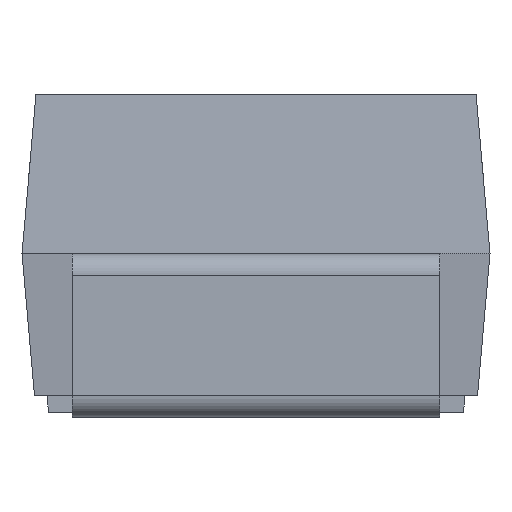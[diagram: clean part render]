
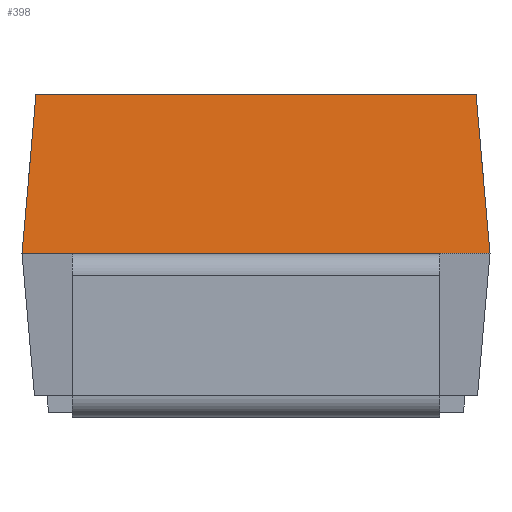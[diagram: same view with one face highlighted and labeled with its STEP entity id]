
A CAD part, front view. The second image highlights one B-rep face of the part: STEP entity #398.
In plain terms, the highlighted free-form (B-spline) face has degree [1, 1] with [2, 2] control points.
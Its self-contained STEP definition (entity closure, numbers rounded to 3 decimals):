
#198=B_SPLINE_SURFACE_WITH_KNOTS('',1,1,((#3258,#3259),(#3260,#3261)),
 .UNSPECIFIED.,.F.,.F.,.F.,(2,2),(2,2),(0.,2.8),(0.,0.957),
 .UNSPECIFIED.);
#398=ADVANCED_FACE('',(#475),#198,.T.);
#475=FACE_OUTER_BOUND('',#566,.T.);
#566=EDGE_LOOP('',(#880,#881,#882,#883));
#880=ORIENTED_EDGE('',*,*,#1416,.F.);
#881=ORIENTED_EDGE('',*,*,#1596,.F.);
#882=ORIENTED_EDGE('',*,*,#1590,.F.);
#883=ORIENTED_EDGE('',*,*,#1595,.T.);
#1416=EDGE_CURVE('',#2471,#2470,#2006,.T.);
#1590=EDGE_CURVE('',#2653,#2652,#2180,.T.);
#1595=EDGE_CURVE('',#2653,#2470,#2185,.T.);
#1596=EDGE_CURVE('',#2652,#2471,#2186,.T.);
#2006=B_SPLINE_CURVE_WITH_KNOTS('',1,(#3481,#3482),.UNSPECIFIED.,.F.,.F.,
(2,2),(-5.239,-2.606),.UNSPECIFIED.);
#2180=B_SPLINE_CURVE_WITH_KNOTS('',1,(#4438,#4439),.UNSPECIFIED.,.F.,.F.,
(2,2),(0.,2.8),.UNSPECIFIED.);
#2185=B_SPLINE_CURVE_WITH_KNOTS('',1,(#4448,#4449),.UNSPECIFIED.,.F.,.F.,
(2,2),(-0.957,0.),.UNSPECIFIED.);
#2186=B_SPLINE_CURVE_WITH_KNOTS('',1,(#4450,#4451),.UNSPECIFIED.,.F.,.F.,
(2,2),(-0.957,0.),.UNSPECIFIED.);
#2470=VERTEX_POINT('',#3270);
#2471=VERTEX_POINT('',#3271);
#2652=VERTEX_POINT('',#3452);
#2653=VERTEX_POINT('',#3453);
#3258=CARTESIAN_POINT('',(1.317,-1.517,1.94));
#3259=CARTESIAN_POINT('',(1.4,-1.6,0.99));
#3260=CARTESIAN_POINT('',(-1.317,-1.517,1.94));
#3261=CARTESIAN_POINT('',(-1.4,-1.6,0.99));
#3270=CARTESIAN_POINT('',(1.317,-1.517,1.94));
#3271=CARTESIAN_POINT('',(-1.317,-1.517,1.94));
#3452=CARTESIAN_POINT('',(-1.4,-1.6,0.99));
#3453=CARTESIAN_POINT('',(1.4,-1.6,0.99));
#3481=CARTESIAN_POINT('',(-1.317,-1.517,1.94));
#3482=CARTESIAN_POINT('',(1.317,-1.517,1.94));
#4438=CARTESIAN_POINT('',(1.4,-1.6,0.99));
#4439=CARTESIAN_POINT('',(-1.4,-1.6,0.99));
#4448=CARTESIAN_POINT('',(1.4,-1.6,0.99));
#4449=CARTESIAN_POINT('',(1.317,-1.517,1.94));
#4450=CARTESIAN_POINT('',(-1.4,-1.6,0.99));
#4451=CARTESIAN_POINT('',(-1.317,-1.517,1.94));
